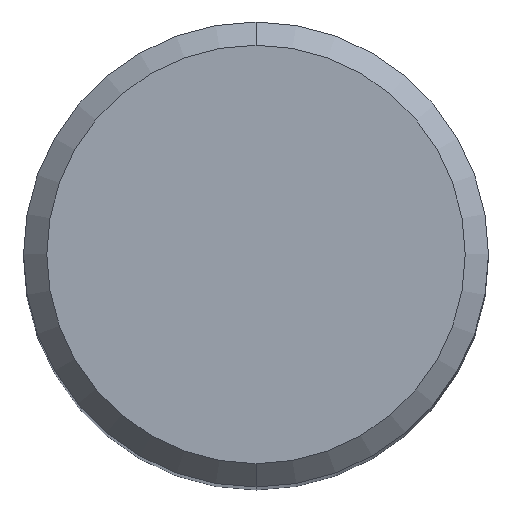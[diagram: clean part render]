
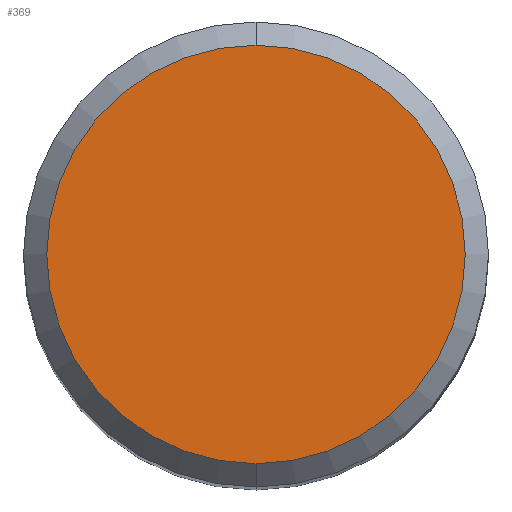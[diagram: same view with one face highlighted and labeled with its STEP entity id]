
A CAD part, top view. The second image highlights one B-rep face of the part: STEP entity #369.
In plain terms, the highlighted planar face has unit normal (0, 0, 1).
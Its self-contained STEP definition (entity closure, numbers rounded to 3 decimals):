
#171=VERTEX_POINT('',#462);
#175=EDGE_CURVE('',#271,#171,#466,.T.);
#271=VERTEX_POINT('',#573);
#305=EDGE_CURVE('',#171,#271,#612,.T.);
#369=ADVANCED_FACE('',(#684),#685,.T.);
#462=CARTESIAN_POINT('',(0.0,4.5,0.0));
#466=CIRCLE('',#795,4.5);
#573=CARTESIAN_POINT('',(0.,-4.5,0.0));
#612=CIRCLE('',#1099,4.5);
#684=FACE_OUTER_BOUND('',#1262,.T.);
#685=PLANE('',#1263);
#795=AXIS2_PLACEMENT_3D('',#1416,#1417,#1418);
#1099=AXIS2_PLACEMENT_3D('',#1593,#1594,#1595);
#1262=EDGE_LOOP('',(#1679,#1680));
#1263=AXIS2_PLACEMENT_3D('',#1681,#1682,#1683);
#1416=CARTESIAN_POINT('',(0.0,0.0,0.0));
#1417=DIRECTION('',(0.0,0.0,-1.0));
#1418=DIRECTION('',(0.0,1.0,0.0));
#1593=CARTESIAN_POINT('',(0.0,0.0,0.0));
#1594=DIRECTION('',(0.0,0.0,-1.0));
#1595=DIRECTION('',(0.0,1.0,0.0));
#1679=ORIENTED_EDGE('',*,*,#305,.F.);
#1680=ORIENTED_EDGE('',*,*,#175,.F.);
#1681=CARTESIAN_POINT('',(0.0,2.25,0.0));
#1682=DIRECTION('',(-0.0,0.0,1.0));
#1683=DIRECTION('',(0.0,-1.0,0.0));
